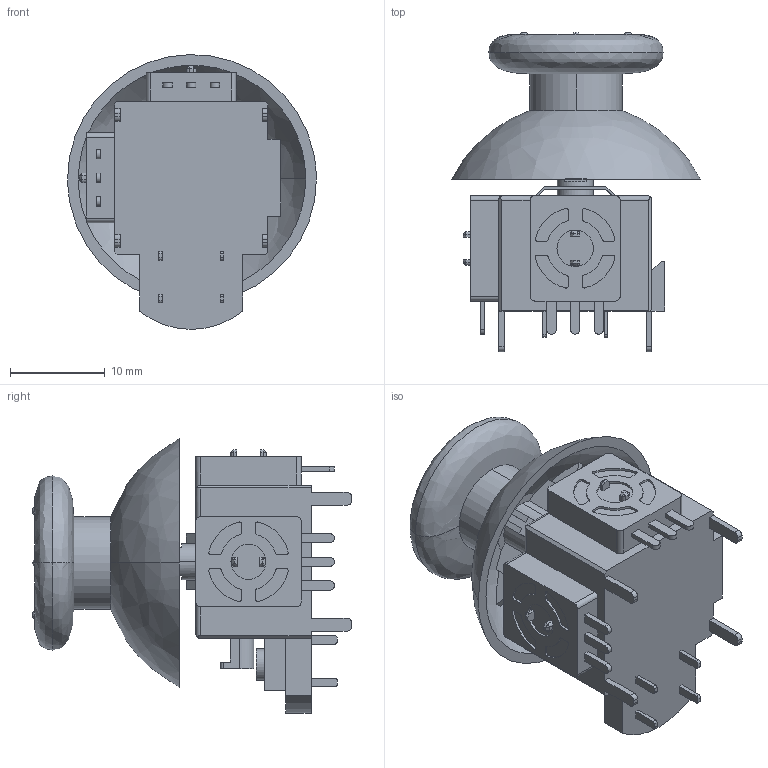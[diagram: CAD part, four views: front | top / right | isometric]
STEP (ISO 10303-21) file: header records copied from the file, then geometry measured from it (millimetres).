
FILE_DESCRIPTION (( 'STEP AP214' ), '1' );
FILE_NAME ('User Library-ALPS JOYSTICK.STEP', '2015-08-11T16:36:51', ( 'Windows User' ), ( '' ), 'SwSTEP 2.0', 'SolidWorks 2015', '' );
FILE_SCHEMA (( 'AUTOMOTIVE_DESIGN' ));
Length unit declared in the file: millimetre
Products named in the file (3): User Library-ALPS JOYSTICK_User Library-alps joystick module; User Library-ALPS JOYSTICK_User Library-Joystick_Asm_Left_Joystick_b; User Library-ALPS JOYSTICK
Assembly tree (2 placements, depth 2):
  User Library-ALPS JOYSTICK
    User Library-ALPS JOYSTICK_User Library-Joystick_Asm_Left_Joystick_b
    User Library-ALPS JOYSTICK_User Library-alps joystick module
Bounding box: 26.3 x 33.79 x 29.05 mm (x, y, z)
Volume: 5930.6 mm3; surface area: 4988.3 mm2
Topology: 2 solids, 2 shells, 471 faces, 1257 edges, 814 vertices
Faces by surface type: plane 278, cylinder 137, bspline 40, cone 16
Entity records: 21249 total; most frequent: CARTESIAN_POINT 4417, ORIENTED_EDGE 2482, DIRECTION 2285, EDGE_CURVE 1241, VERTEX_POINT 814, VECTOR 813, LINE 813, AXIS2_PLACEMENT_3D 736
